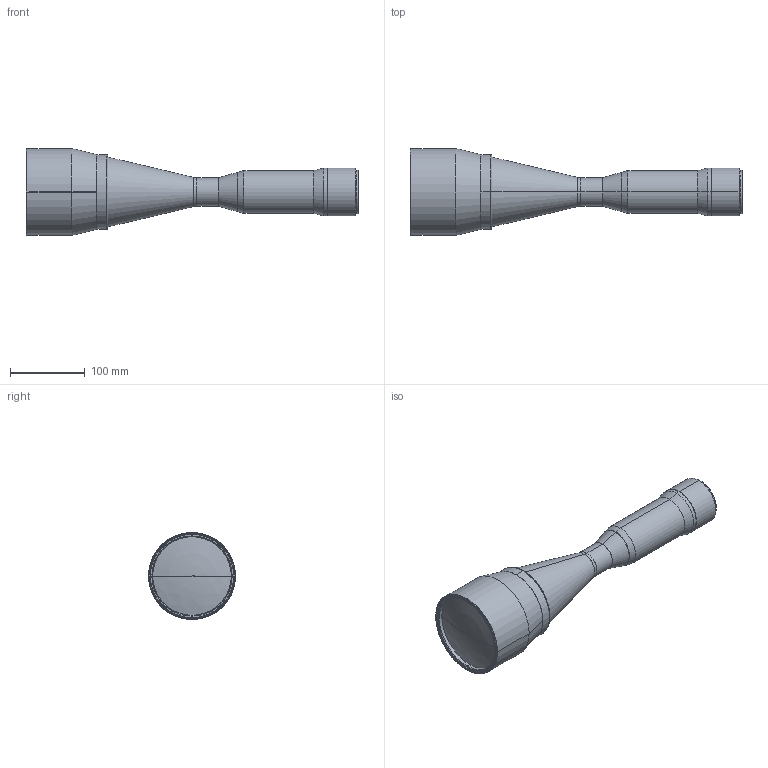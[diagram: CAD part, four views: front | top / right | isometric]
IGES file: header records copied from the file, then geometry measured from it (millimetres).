
Start section: SolidWorks IGES file using analytic representation for surfaces
Global section: file name: TC16M080-K.igs; native system: SolidWorks 2018; preprocessor: SolidWorks 2018; author: localUser; date: 181127.170647; units: millimetre
Bounding box: 443.09 x 116 x 116 mm (x, y, z)
Surface area: 133594.5 mm2 (no closed solid volume)
Topology: 0 solids, 0 shells, 68 faces, 1714 edges, 1713 vertices
Faces by surface type: revolution 44, bspline 24
